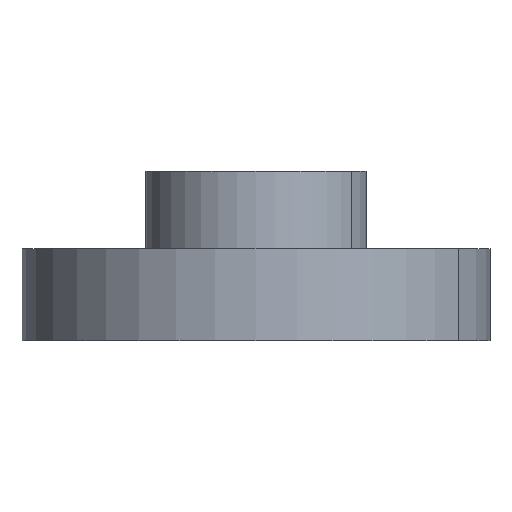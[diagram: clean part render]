
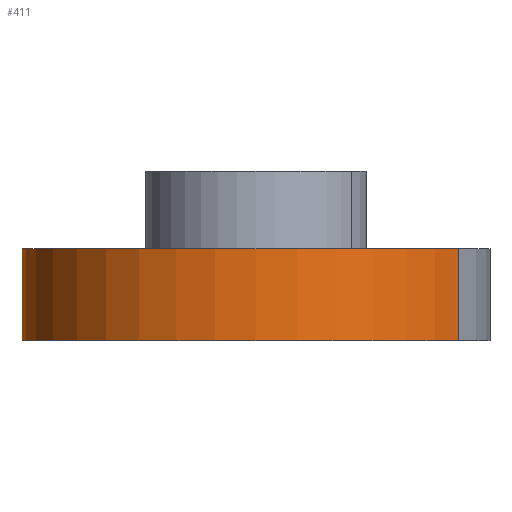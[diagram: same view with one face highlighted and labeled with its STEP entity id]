
A CAD part, left-side view. The second image highlights one B-rep face of the part: STEP entity #411.
In plain terms, the highlighted cylindrical face has radius 12.7 mm (diameter 25.4 mm), a partial arc.
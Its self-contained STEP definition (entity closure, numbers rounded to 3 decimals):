
#146 = AXIS2_PLACEMENT_3D ( 'NONE', #5408, #3131, #11249 ) ;
#234 = VERTEX_POINT ( 'NONE', #4107 ) ;
#241 = VERTEX_POINT ( 'NONE', #6641 ) ;
#411 = ADVANCED_FACE ( 'NONE', ( #8587 ), #9344, .T. ) ;
#504 = VERTEX_POINT ( 'NONE', #2964 ) ;
#783 = EDGE_CURVE ( 'NONE', #6557, #234, #11486, .T. ) ;
#857 = CARTESIAN_POINT ( 'NONE',  ( 6.348, 10.999, 1.637 ) ) ;
#1325 = VECTOR ( 'NONE', #4252, 1000. ) ;
#1326 = CARTESIAN_POINT ( 'NONE',  ( 5.144, 11.612, 0.997 ) ) ;
#1553 = EDGE_CURVE ( 'NONE', #4514, #13077, #10283, .T. ) ;
#1888 = CARTESIAN_POINT ( 'NONE',  ( 6.35, 10.998, -1.637 ) ) ;
#2230 = CARTESIAN_POINT ( 'NONE',  ( 6.348, 10.999, 1.637 ) ) ;
#2238 = B_SPLINE_CURVE_WITH_KNOTS ( 'NONE', 3,
 ( #2230, #4655, #9558, #11687, #4944, #12944, #1326, #8209, #3596, #7227, #4757, #4902, #7269, #8350, #2604, #13992, #8403, #2522, #3741, #13032, #6025, #5922, #5979, #10713 ),
 .UNSPECIFIED., .F., .F.,
 ( 4, 2, 2, 2, 2, 2, 2, 2, 2, 2, 2, 4 ),
 ( 0.5, 0.563, 0.625, 0.656, 0.688, 0.75, 0.781, 0.813, 0.844, 0.875, 0.938, 1. ),
 .UNSPECIFIED. ) ;
#2522 = CARTESIAN_POINT ( 'NONE',  ( 5.146, 11.611, -1. ) ) ;
#2604 = CARTESIAN_POINT ( 'NONE',  ( 4.904, 11.715, -0.529 ) ) ;
#2763 = CARTESIAN_POINT ( 'NONE',  ( 6.348, 10.999, 1.637 ) ) ;
#2964 = CARTESIAN_POINT ( 'NONE',  ( 6.35, 10.998, -2.5 ) ) ;
#3131 = DIRECTION ( 'NONE',  ( 0., 0., -1. ) ) ;
#3424 = EDGE_CURVE ( 'NONE', #241, #6557, #5107, .T. ) ;
#3596 = CARTESIAN_POINT ( 'NONE',  ( 4.983, 11.682, 0.726 ) ) ;
#3741 = CARTESIAN_POINT ( 'NONE',  ( 5.211, 11.582, -1.083 ) ) ;
#3844 = CARTESIAN_POINT ( 'NONE',  ( 6.35, 10.998, 1.637 ) ) ;
#4107 = CARTESIAN_POINT ( 'NONE',  ( -6.35, -10.999, -2.5 ) ) ;
#4252 = DIRECTION ( 'NONE',  ( 0., 0., -1. ) ) ;
#4382 = LINE ( 'NONE', #11240, #1325 ) ;
#4427 = DIRECTION ( 'NONE',  ( 0., 0., 1. ) ) ;
#4514 = VERTEX_POINT ( 'NONE', #11462 ) ;
#4655 = CARTESIAN_POINT ( 'NONE',  ( 6.157, 11.11, 1.637 ) ) ;
#4657 = DIRECTION ( 'NONE',  ( 0., 0., -1. ) ) ;
#4757 = CARTESIAN_POINT ( 'NONE',  ( 4.823, 11.749, 0.214 ) ) ;
#4902 = CARTESIAN_POINT ( 'NONE',  ( 4.823, 11.749, -0.108 ) ) ;
#4944 = CARTESIAN_POINT ( 'NONE',  ( 5.425, 11.484, 1.309 ) ) ;
#5055 = CARTESIAN_POINT ( 'NONE',  ( 6.349, 10.999, 1.637 ) ) ;
#5107 = CIRCLE ( 'NONE', #8583, 12.7 ) ;
#5408 = CARTESIAN_POINT ( 'NONE',  ( 0., 0., 2.5 ) ) ;
#5583 = DIRECTION ( 'NONE',  ( 0.5, 0.866, 0. ) ) ;
#5754 = ORIENTED_EDGE ( 'NONE', *, *, #13524, .T. ) ;
#5922 = CARTESIAN_POINT ( 'NONE',  ( 5.962, 11.216, -1.594 ) ) ;
#5979 = CARTESIAN_POINT ( 'NONE',  ( 6.158, 11.109, -1.637 ) ) ;
#5982 = CARTESIAN_POINT ( 'NONE',  ( -6.35, -10.999, 2.5 ) ) ;
#6025 = CARTESIAN_POINT ( 'NONE',  ( 5.597, 11.402, -1.431 ) ) ;
#6508 = ORIENTED_EDGE ( 'NONE', *, *, #783, .F. ) ;
#6557 = VERTEX_POINT ( 'NONE', #6735 ) ;
#6641 = CARTESIAN_POINT ( 'NONE',  ( 6.35, 10.998, 2.5 ) ) ;
#6735 = CARTESIAN_POINT ( 'NONE',  ( -6.35, -10.999, 2.5 ) ) ;
#6882 = VECTOR ( 'NONE', #4657, 1000. ) ;
#7106 = DIRECTION ( 'NONE',  ( 0.5, 0.866, 0. ) ) ;
#7227 = CARTESIAN_POINT ( 'NONE',  ( 4.864, 11.732, 0.427 ) ) ;
#7251 = DIRECTION ( 'NONE',  ( 0., 0., 1. ) ) ;
#7269 = CARTESIAN_POINT ( 'NONE',  ( 4.833, 11.744, -0.215 ) ) ;
#7288 = CARTESIAN_POINT ( 'NONE',  ( 6.35, 10.999, 1.637 ) ) ;
#7791 = EDGE_CURVE ( 'NONE', #504, #234, #11709, .T. ) ;
#8209 = CARTESIAN_POINT ( 'NONE',  ( 5.031, 11.661, 0.82 ) ) ;
#8350 = CARTESIAN_POINT ( 'NONE',  ( 4.874, 11.728, -0.425 ) ) ;
#8403 = CARTESIAN_POINT ( 'NONE',  ( 5.031, 11.661, -0.821 ) ) ;
#8583 = AXIS2_PLACEMENT_3D ( 'NONE', #11763, #7251, #7106 ) ;
#8587 = FACE_OUTER_BOUND ( 'NONE', #10396, .T. ) ;
#8606 = CARTESIAN_POINT ( 'NONE',  ( 6.349, 10.999, 1.637 ) ) ;
#8923 = DIRECTION ( 'NONE',  ( 0., 0., -1. ) ) ;
#9233 = AXIS2_PLACEMENT_3D ( 'NONE', #11370, #4427, #5583 ) ;
#9344 = CYLINDRICAL_SURFACE ( 'NONE', #146, 12.7 ) ;
#9558 = CARTESIAN_POINT ( 'NONE',  ( 5.96, 11.217, 1.594 ) ) ;
#10283 = B_SPLINE_CURVE_WITH_KNOTS ( 'NONE', 3,
 ( #3844, #7288, #11883, #8606, #5055, #2763 ),
 .UNSPECIFIED., .F., .F.,
 ( 4, 2, 4 ),
 ( 0.5, 0.5, 0.5 ),
 .UNSPECIFIED. ) ;
#10304 = ORIENTED_EDGE ( 'NONE', *, *, #10963, .T. ) ;
#10396 = EDGE_LOOP ( 'NONE', ( #10453, #5754, #11412, #11605, #10304, #11788, #6508 ) ) ;
#10453 = ORIENTED_EDGE ( 'NONE', *, *, #3424, .F. ) ;
#10713 = CARTESIAN_POINT ( 'NONE',  ( 6.35, 10.998, -1.637 ) ) ;
#10963 = EDGE_CURVE ( 'NONE', #13467, #504, #4382, .T. ) ;
#11240 = CARTESIAN_POINT ( 'NONE',  ( 6.35, 10.998, 2.5 ) ) ;
#11249 = DIRECTION ( 'NONE',  ( -0.5, -0.866, 0. ) ) ;
#11370 = CARTESIAN_POINT ( 'NONE',  ( 0., 0., -2.5 ) ) ;
#11412 = ORIENTED_EDGE ( 'NONE', *, *, #1553, .T. ) ;
#11462 = CARTESIAN_POINT ( 'NONE',  ( 6.35, 10.998, 1.637 ) ) ;
#11486 = LINE ( 'NONE', #5982, #14529 ) ;
#11605 = ORIENTED_EDGE ( 'NONE', *, *, #11648, .T. ) ;
#11648 = EDGE_CURVE ( 'NONE', #13077, #13467, #2238, .T. ) ;
#11687 = CARTESIAN_POINT ( 'NONE',  ( 5.595, 11.403, 1.43 ) ) ;
#11709 = CIRCLE ( 'NONE', #9233, 12.7 ) ;
#11763 = CARTESIAN_POINT ( 'NONE',  ( 0., 0., 2.5 ) ) ;
#11788 = ORIENTED_EDGE ( 'NONE', *, *, #7791, .T. ) ;
#11883 = CARTESIAN_POINT ( 'NONE',  ( 6.35, 10.999, 1.637 ) ) ;
#12685 = CARTESIAN_POINT ( 'NONE',  ( 6.35, 10.998, 2.5 ) ) ;
#12944 = CARTESIAN_POINT ( 'NONE',  ( 5.21, 11.582, 1.081 ) ) ;
#13032 = CARTESIAN_POINT ( 'NONE',  ( 5.426, 11.484, -1.309 ) ) ;
#13077 = VERTEX_POINT ( 'NONE', #857 ) ;
#13467 = VERTEX_POINT ( 'NONE', #1888 ) ;
#13524 = EDGE_CURVE ( 'NONE', #241, #4514, #15002, .T. ) ;
#13992 = CARTESIAN_POINT ( 'NONE',  ( 4.983, 11.682, -0.727 ) ) ;
#14529 = VECTOR ( 'NONE', #8923, 1000. ) ;
#15002 = LINE ( 'NONE', #12685, #6882 ) ;
